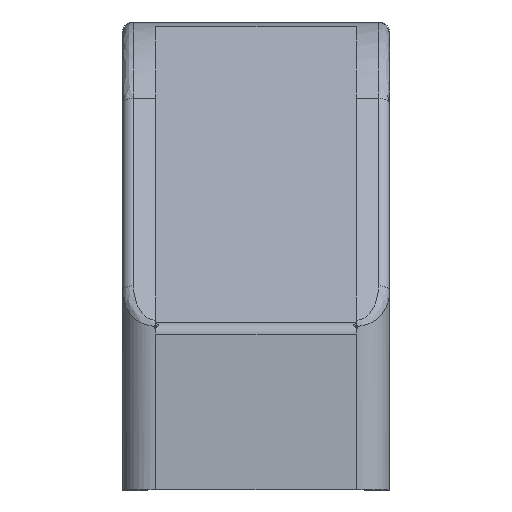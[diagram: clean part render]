
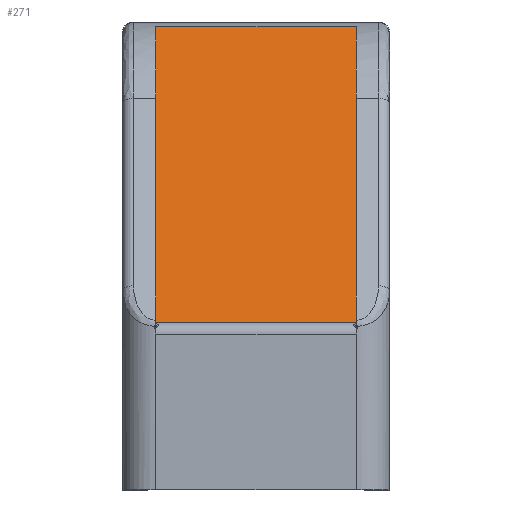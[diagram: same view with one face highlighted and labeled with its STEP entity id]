
A CAD part, left-side view. The second image highlights one B-rep face of the part: STEP entity #271.
In plain terms, the highlighted planar face has unit normal (-0.975, 0, 0.222).
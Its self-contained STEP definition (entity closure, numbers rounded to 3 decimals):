
#232=CARTESIAN_POINT('',(7.,-9.,15.));
#233=DIRECTION('',(-0.975,0.,0.222));
#234=DIRECTION('',(0.222,0.,0.975));
#235=AXIS2_PLACEMENT_3D('',#232,#233,#234);
#236=PLANE('',#235);
#237=CARTESIAN_POINT('',(7.,-9.,15.));
#238=VERTEX_POINT('',#237);
#239=CARTESIAN_POINT('',(13.036,-9.,41.557));
#240=VERTEX_POINT('',#239);
#241=CARTESIAN_POINT('',(7.,-9.,15.));
#242=DIRECTION('',(0.222,0.,0.975));
#243=VECTOR('',#242,27.235);
#244=LINE('',#241,#243);
#245=EDGE_CURVE('',#238,#240,#244,.T.);
#246=ORIENTED_EDGE('',*,*,#245,.T.);
#247=CARTESIAN_POINT('',(13.036,9.,41.557));
#248=VERTEX_POINT('',#247);
#249=CARTESIAN_POINT('',(13.036,9.,41.557));
#250=DIRECTION('',(0.0,-1.0,0.0));
#251=VECTOR('',#250,18.0);
#252=LINE('',#249,#251);
#253=EDGE_CURVE('',#248,#240,#252,.T.);
#254=ORIENTED_EDGE('',*,*,#253,.F.);
#255=CARTESIAN_POINT('',(7.,9.,15.));
#256=VERTEX_POINT('',#255);
#257=CARTESIAN_POINT('',(7.,9.,15.));
#258=DIRECTION('',(0.222,0.,0.975));
#259=VECTOR('',#258,27.235);
#260=LINE('',#257,#259);
#261=EDGE_CURVE('',#256,#248,#260,.T.);
#262=ORIENTED_EDGE('',*,*,#261,.F.);
#263=CARTESIAN_POINT('',(7.,-9.,15.));
#264=DIRECTION('',(0.0,1.0,0.0));
#265=VECTOR('',#264,18.0);
#266=LINE('',#263,#265);
#267=EDGE_CURVE('',#238,#256,#266,.T.);
#268=ORIENTED_EDGE('',*,*,#267,.F.);
#269=EDGE_LOOP('',(#246,#254,#262,#268));
#270=FACE_OUTER_BOUND('',#269,.T.);
#271=ADVANCED_FACE('',(#270),#236,.T.);
